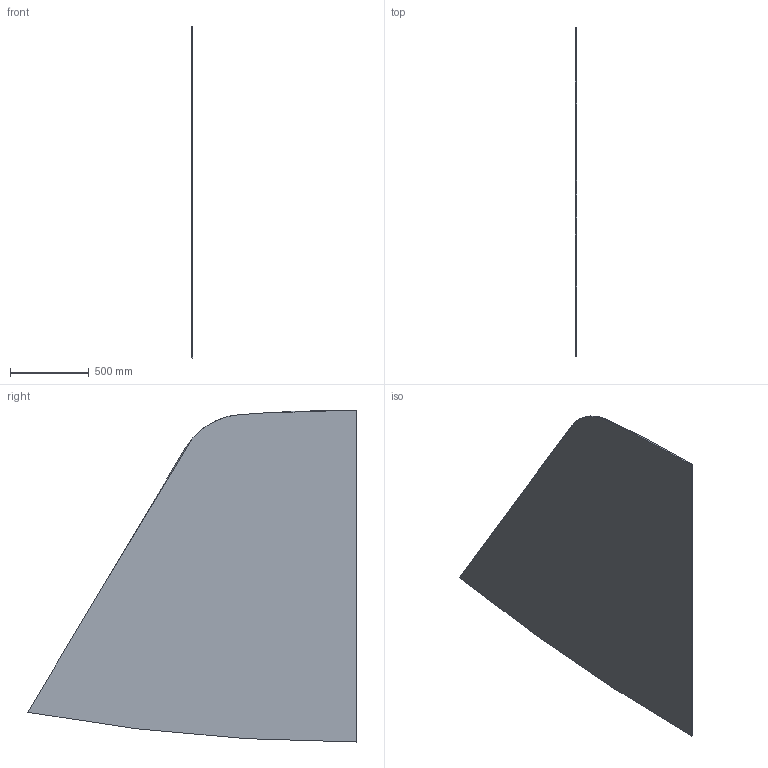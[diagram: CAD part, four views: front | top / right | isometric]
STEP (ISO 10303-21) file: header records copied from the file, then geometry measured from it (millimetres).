
FILE_DESCRIPTION(/* description */ (''),/* implementation_level */ '2;1');
FILE_NAME(/* name */ 'Стекло 1 (зерк',/* time_stamp */ '2021-10-26T19:11:26+03:00',/* author */ (''),/* organization */ (''),/* preprocessor_version */ 'ST-DEVELOPER v16.5',/* originating_system */ '',/* authorisation */ '');
FILE_SCHEMA (('AUTOMOTIVE_DESIGN'));
Length unit declared in the file: millimetre
Products named in the file (1): Document
Bounding box: 8 x 2082.94 x 2105.26 mm (x, y, z)
Volume: 25038166.9 mm3; surface area: 6329701.4 mm2
Topology: 1 solids, 1 shells, 5 faces, 9 edges, 6 vertices
Faces by surface type: plane 3, bspline 2
Entity records: 251 total; most frequent: CARTESIAN_POINT 149, ORIENTED_EDGE 18, EDGE_CURVE 9, B_SPLINE_CURVE_WITH_KNOTS 9, DIRECTION 7, VERTEX_POINT 6, ADVANCED_FACE 5, FACE_OUTER_BOUND 5
